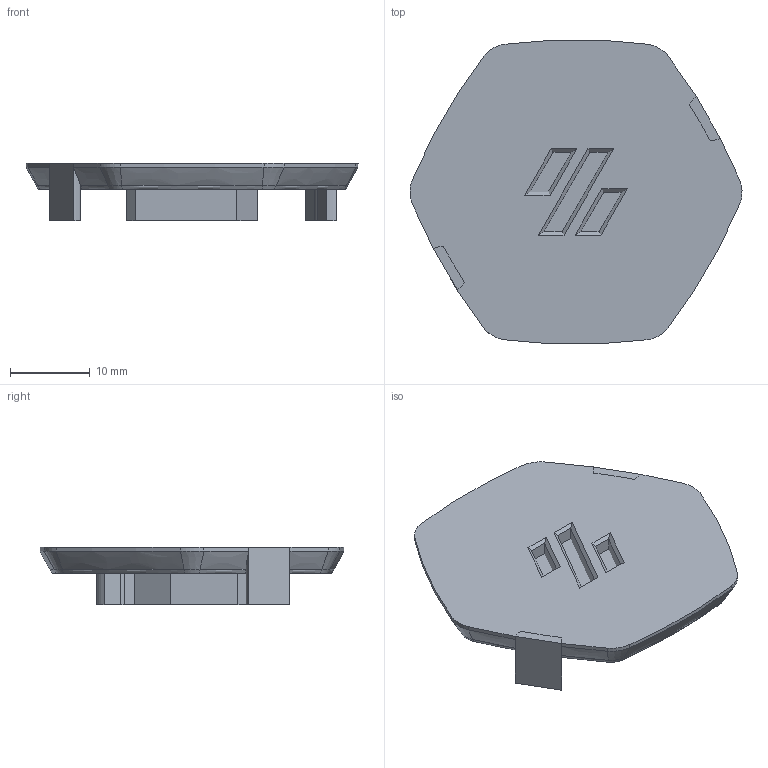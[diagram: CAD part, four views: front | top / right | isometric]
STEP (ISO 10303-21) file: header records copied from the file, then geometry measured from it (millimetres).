
FILE_DESCRIPTION(/* description */ (''),/* implementation_level */ '2;1');
FILE_NAME(/* name */ 'CenterCapTemplate v0.step',/* time_stamp */ '2023-02-13T16:20:34-05:00',/* author */ (''),/* organization */ (''),/* preprocessor_version */ 'ST-DEVELOPER v19.2',/* originating_system */ 'Autodesk Translation Framework v11.17.0.187',/* authorisation */ '');
FILE_SCHEMA (('AUTOMOTIVE_DESIGN { 1 0 10303 214 3 1 1 }'));
Length unit declared in the file: millimetre
Products named in the file (1): CenterCapTemplate
Bounding box: 41.63 x 38.09 x 7.17 mm (x, y, z)
Volume: 4616.3 mm3; surface area: 3730.4 mm2
Topology: 4 solids, 4 shells, 140 faces, 358 edges, 224 vertices
Faces by surface type: plane 68, bspline 58, cylinder 12, cone 2
Entity records: 6992 total; most frequent: CARTESIAN_POINT 3892, ORIENTED_EDGE 716, DIRECTION 466, EDGE_CURVE 358, LINE 248, VECTOR 248, VERTEX_POINT 224, EDGE_LOOP 144
